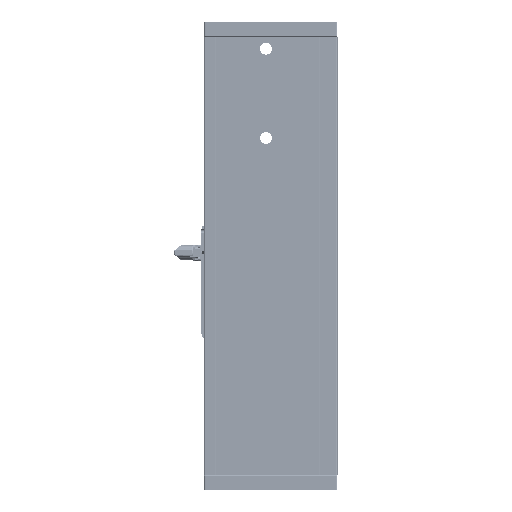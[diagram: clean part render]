
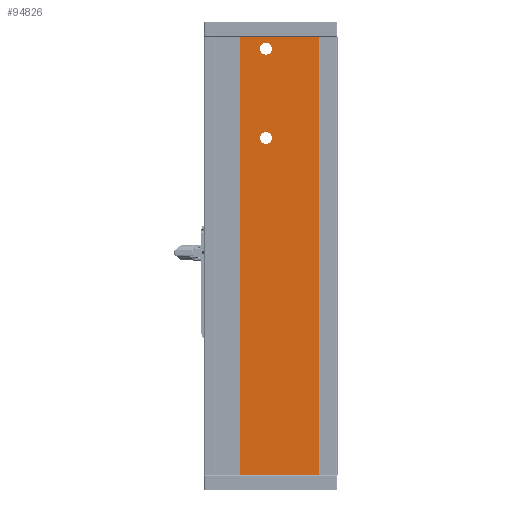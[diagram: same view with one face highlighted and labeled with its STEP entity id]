
A CAD part, left-side view. The second image highlights one B-rep face of the part: STEP entity #94826.
In plain terms, the highlighted planar face has unit normal (-1, 0, 0).
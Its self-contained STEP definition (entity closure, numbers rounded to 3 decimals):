
#3016 = DIRECTION ( 'NONE',  ( 0., 0., 1. ) ) ;
#7568 = CARTESIAN_POINT ( 'NONE',  ( 0., 6.5, 454. ) ) ;
#9761 = DIRECTION ( 'NONE',  ( 0., -1., 0. ) ) ;
#10676 = EDGE_LOOP ( 'NONE', ( #94919, #64833, #53908, #150448 ) ) ;
#11370 = EDGE_CURVE ( 'NONE', #13096, #70677, #131604, .T. ) ;
#13096 = VERTEX_POINT ( 'NONE', #150229 ) ;
#19477 = ORIENTED_EDGE ( 'NONE', *, *, #123450, .F. ) ;
#19697 = VECTOR ( 'NONE', #9761, 1000. ) ;
#22394 = DIRECTION ( 'NONE',  ( 1., 0., 0. ) ) ;
#24623 = LINE ( 'NONE', #116550, #19697 ) ;
#26273 = CARTESIAN_POINT ( 'NONE',  ( 0., 6.5, 462. ) ) ;
#35906 = CIRCLE ( 'NONE', #127439, 8. ) ;
#38179 = VERTEX_POINT ( 'NONE', #26273 ) ;
#38469 = DIRECTION ( 'NONE',  ( -1., 0., 0. ) ) ;
#42654 = VERTEX_POINT ( 'NONE', #134450 ) ;
#49432 = VECTOR ( 'NONE', #70405, 1000. ) ;
#53908 = ORIENTED_EDGE ( 'NONE', *, *, #174422, .T. ) ;
#55175 = AXIS2_PLACEMENT_3D ( 'NONE', #115574, #38469, #83947 ) ;
#64833 = ORIENTED_EDGE ( 'NONE', *, *, #11370, .F. ) ;
#70249 = EDGE_CURVE ( 'NONE', #187575, #81814, #105658, .T. ) ;
#70405 = DIRECTION ( 'NONE',  ( 0., 0., 1. ) ) ;
#70677 = VERTEX_POINT ( 'NONE', #191440 ) ;
#76805 = LINE ( 'NONE', #135087, #183917 ) ;
#77707 = EDGE_CURVE ( 'NONE', #38179, #38179, #35906, .T. ) ;
#81778 = DIRECTION ( 'NONE',  ( -1., 0., 0. ) ) ;
#81814 = VERTEX_POINT ( 'NONE', #118326 ) ;
#83947 = DIRECTION ( 'NONE',  ( 0., 0., 1. ) ) ;
#94826 = ADVANCED_FACE ( 'NONE', ( #188447, #190409, #98498 ), #143953, .F. ) ;
#94919 = ORIENTED_EDGE ( 'NONE', *, *, #113021, .F. ) ;
#98498 = FACE_OUTER_BOUND ( 'NONE', #10676, .T. ) ;
#100565 = EDGE_LOOP ( 'NONE', ( #172965 ) ) ;
#105658 = LINE ( 'NONE', #121388, #185803 ) ;
#113021 = EDGE_CURVE ( 'NONE', #70677, #81814, #24623, .T. ) ;
#115316 = DIRECTION ( 'NONE',  ( 0., 0., -1. ) ) ;
#115574 = CARTESIAN_POINT ( 'NONE',  ( 0., 6.5, 574. ) ) ;
#116550 = CARTESIAN_POINT ( 'NONE',  ( 0., -90., 590. ) ) ;
#118326 = CARTESIAN_POINT ( 'NONE',  ( 0., -65.4, 590. ) ) ;
#121388 = CARTESIAN_POINT ( 'NONE',  ( 0., -65.4, 590. ) ) ;
#123450 = EDGE_CURVE ( 'NONE', #42654, #42654, #165557, .T. ) ;
#124838 = CARTESIAN_POINT ( 'NONE',  ( 0., -65.4, 0. ) ) ;
#127439 = AXIS2_PLACEMENT_3D ( 'NONE', #7568, #81778, #3016 ) ;
#131604 = LINE ( 'NONE', #178083, #49432 ) ;
#134450 = CARTESIAN_POINT ( 'NONE',  ( 0., 6.5, 582. ) ) ;
#135087 = CARTESIAN_POINT ( 'NONE',  ( 0., -90., 0. ) ) ;
#143953 = PLANE ( 'NONE',  #152406 ) ;
#146306 = EDGE_LOOP ( 'NONE', ( #19477 ) ) ;
#150229 = CARTESIAN_POINT ( 'NONE',  ( 0., 40.9, 0. ) ) ;
#150448 = ORIENTED_EDGE ( 'NONE', *, *, #70249, .T. ) ;
#150939 = DIRECTION ( 'NONE',  ( 0., -1., 0. ) ) ;
#152406 = AXIS2_PLACEMENT_3D ( 'NONE', #157784, #22394, #115316 ) ;
#157784 = CARTESIAN_POINT ( 'NONE',  ( 0., -90., 590. ) ) ;
#163939 = DIRECTION ( 'NONE',  ( 0., 0., 1. ) ) ;
#165557 = CIRCLE ( 'NONE', #55175, 8. ) ;
#172965 = ORIENTED_EDGE ( 'NONE', *, *, #77707, .F. ) ;
#174422 = EDGE_CURVE ( 'NONE', #13096, #187575, #76805, .T. ) ;
#178083 = CARTESIAN_POINT ( 'NONE',  ( 0., 40.9, 0. ) ) ;
#183917 = VECTOR ( 'NONE', #150939, 1000. ) ;
#185803 = VECTOR ( 'NONE', #163939, 1000. ) ;
#187575 = VERTEX_POINT ( 'NONE', #124838 ) ;
#188447 = FACE_BOUND ( 'NONE', #146306, .T. ) ;
#190409 = FACE_BOUND ( 'NONE', #100565, .T. ) ;
#191440 = CARTESIAN_POINT ( 'NONE',  ( 0., 40.9, 590. ) ) ;
